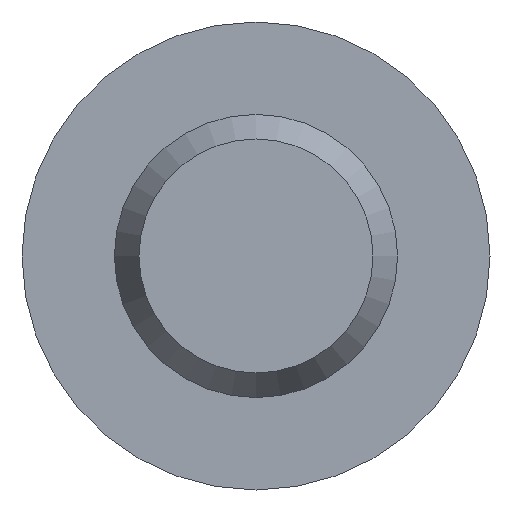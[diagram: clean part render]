
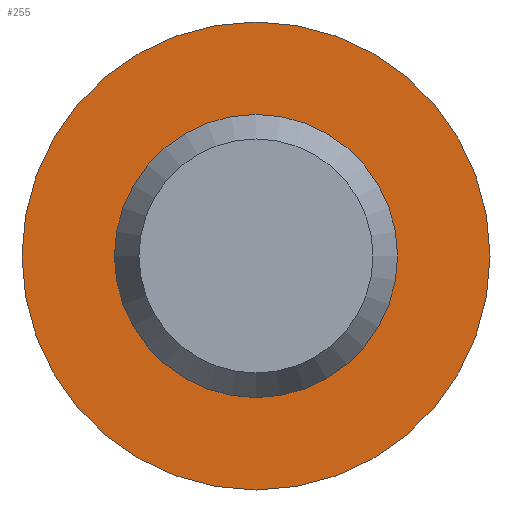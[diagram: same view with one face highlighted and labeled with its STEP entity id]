
A CAD part, front view. The second image highlights one B-rep face of the part: STEP entity #255.
In plain terms, the highlighted planar face has unit normal (0, -1, 0).
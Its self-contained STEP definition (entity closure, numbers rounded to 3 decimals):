
#183 = CYLINDRICAL_SURFACE('',#184,5.);
#184 = AXIS2_PLACEMENT_3D('',#185,#186,#187);
#185 = CARTESIAN_POINT('',(0.,-32.5,0.));
#186 = DIRECTION('',(0.,-1.,0.));
#187 = DIRECTION('',(0.,0.,-1.));
#201 = EDGE_CURVE('',#202,#202,#204,.T.);
#202 = VERTEX_POINT('',#203);
#203 = CARTESIAN_POINT('',(0.,-0.5,-5.));
#204 = SURFACE_CURVE('',#205,(#210,#217),.PCURVE_S1.);
#205 = CIRCLE('',#206,5.);
#206 = AXIS2_PLACEMENT_3D('',#207,#208,#209);
#207 = CARTESIAN_POINT('',(0.,-0.5,0.));
#208 = DIRECTION('',(0.,-1.,0.));
#209 = DIRECTION('',(0.,0.,-1.));
#210 = PCURVE('',#183,#211);
#211 = DEFINITIONAL_REPRESENTATION('',(#212),#216);
#212 = LINE('',#213,#214);
#213 = CARTESIAN_POINT('',(0.,-32.));
#214 = VECTOR('',#215,1.);
#215 = DIRECTION('',(1.,0.));
#216 = ( GEOMETRIC_REPRESENTATION_CONTEXT(2) 
PARAMETRIC_REPRESENTATION_CONTEXT() REPRESENTATION_CONTEXT('2D SPACE',''
  ) );
#217 = PCURVE('',#218,#223);
#218 = PLANE('',#219);
#219 = AXIS2_PLACEMENT_3D('',#220,#221,#222);
#220 = CARTESIAN_POINT('',(5.,-0.5,0.));
#221 = DIRECTION('',(0.,1.,0.));
#222 = DIRECTION('',(0.,-0.,1.));
#223 = DEFINITIONAL_REPRESENTATION('',(#224),#232);
#224 = ( BOUNDED_CURVE() B_SPLINE_CURVE(2,(#225,#226,#227,#228,#229,#230
,#231),.UNSPECIFIED.,.T.,.F.) B_SPLINE_CURVE_WITH_KNOTS((1,2,2,2,2,1),(
    -2.094,0.,2.094,4.189,6.283,
8.378),.UNSPECIFIED.) CURVE() GEOMETRIC_REPRESENTATION_ITEM() 
RATIONAL_B_SPLINE_CURVE((1.,0.5,1.,0.5,1.,0.5,1.)) REPRESENTATION_ITEM(
  '') );
#225 = CARTESIAN_POINT('',(-5.,-5.));
#226 = CARTESIAN_POINT('',(-5.,3.66));
#227 = CARTESIAN_POINT('',(2.5,-0.67));
#228 = CARTESIAN_POINT('',(10.,-5.));
#229 = CARTESIAN_POINT('',(2.5,-9.33));
#230 = CARTESIAN_POINT('',(-5.,-13.66));
#231 = CARTESIAN_POINT('',(-5.,-5.));
#232 = ( GEOMETRIC_REPRESENTATION_CONTEXT(2) 
PARAMETRIC_REPRESENTATION_CONTEXT() REPRESENTATION_CONTEXT('2D SPACE',''
  ) );
#255 = ADVANCED_FACE('',(#256,#291),#218,.F.);
#256 = FACE_BOUND('',#257,.T.);
#257 = EDGE_LOOP('',(#258));
#258 = ORIENTED_EDGE('',*,*,#259,.F.);
#259 = EDGE_CURVE('',#260,#260,#262,.T.);
#260 = VERTEX_POINT('',#261);
#261 = CARTESIAN_POINT('',(0.,-0.5,-3.025));
#262 = SURFACE_CURVE('',#263,(#268,#279),.PCURVE_S1.);
#263 = CIRCLE('',#264,3.025);
#264 = AXIS2_PLACEMENT_3D('',#265,#266,#267);
#265 = CARTESIAN_POINT('',(0.,-0.5,0.));
#266 = DIRECTION('',(0.,-1.,0.));
#267 = DIRECTION('',(0.,0.,-1.));
#268 = PCURVE('',#218,#269);
#269 = DEFINITIONAL_REPRESENTATION('',(#270),#278);
#270 = ( BOUNDED_CURVE() B_SPLINE_CURVE(2,(#271,#272,#273,#274,#275,#276
,#277),.UNSPECIFIED.,.T.,.F.) B_SPLINE_CURVE_WITH_KNOTS((1,2,2,2,2,1),(
    -2.094,0.,2.094,4.189,6.283,
8.378),.UNSPECIFIED.) CURVE() GEOMETRIC_REPRESENTATION_ITEM() 
RATIONAL_B_SPLINE_CURVE((1.,0.5,1.,0.5,1.,0.5,1.)) REPRESENTATION_ITEM(
  '') );
#271 = CARTESIAN_POINT('',(-3.025,-5.));
#272 = CARTESIAN_POINT('',(-3.025,0.239));
#273 = CARTESIAN_POINT('',(1.513,-2.38));
#274 = CARTESIAN_POINT('',(6.05,-5.));
#275 = CARTESIAN_POINT('',(1.513,-7.62));
#276 = CARTESIAN_POINT('',(-3.025,-10.239));
#277 = CARTESIAN_POINT('',(-3.025,-5.));
#278 = ( GEOMETRIC_REPRESENTATION_CONTEXT(2) 
PARAMETRIC_REPRESENTATION_CONTEXT() REPRESENTATION_CONTEXT('2D SPACE',''
  ) );
#279 = PCURVE('',#280,#285);
#280 = CYLINDRICAL_SURFACE('',#281,3.025);
#281 = AXIS2_PLACEMENT_3D('',#282,#283,#284);
#282 = CARTESIAN_POINT('',(0.,-32.5,0.));
#283 = DIRECTION('',(0.,-1.,0.));
#284 = DIRECTION('',(0.,0.,-1.));
#285 = DEFINITIONAL_REPRESENTATION('',(#286),#290);
#286 = LINE('',#287,#288);
#287 = CARTESIAN_POINT('',(0.,-32.));
#288 = VECTOR('',#289,1.);
#289 = DIRECTION('',(1.,0.));
#290 = ( GEOMETRIC_REPRESENTATION_CONTEXT(2) 
PARAMETRIC_REPRESENTATION_CONTEXT() REPRESENTATION_CONTEXT('2D SPACE',''
  ) );
#291 = FACE_BOUND('',#292,.T.);
#292 = EDGE_LOOP('',(#293));
#293 = ORIENTED_EDGE('',*,*,#201,.T.);
